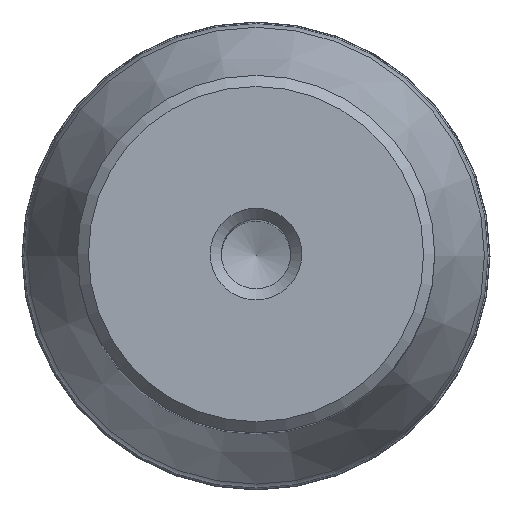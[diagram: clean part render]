
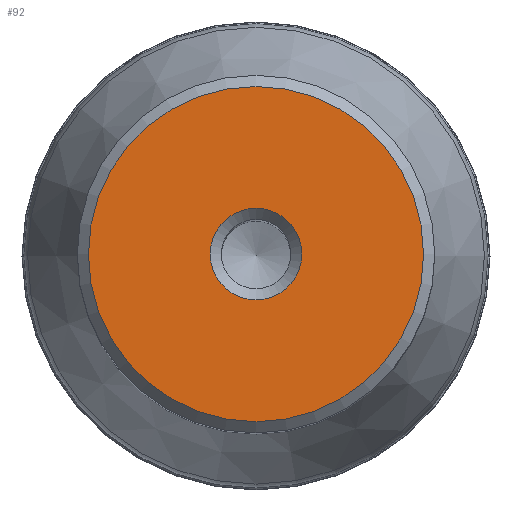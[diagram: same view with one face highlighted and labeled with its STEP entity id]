
A CAD part, top view. The second image highlights one B-rep face of the part: STEP entity #92.
In plain terms, the highlighted planar face has unit normal (0, 0, 1).
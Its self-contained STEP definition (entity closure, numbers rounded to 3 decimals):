
#72=PLANE('',#358);
#92=ADVANCED_FACE('',(#151,#152),#72,.T.);
#151=FACE_BOUND('',#198,.T.);
#152=FACE_BOUND('',#199,.T.);
#198=EDGE_LOOP('',(#244));
#199=EDGE_LOOP('',(#245));
#244=ORIENTED_EDGE('',*,*,#296,.T.);
#245=ORIENTED_EDGE('',*,*,#297,.T.);
#272=VERTEX_POINT('',#550);
#273=VERTEX_POINT('',#552);
#296=EDGE_CURVE('',#272,#272,#319,.T.);
#297=EDGE_CURVE('',#273,#273,#320,.T.);
#319=CIRCLE('',#356,15.);
#320=CIRCLE('',#357,4.1);
#356=AXIS2_PLACEMENT_3D('',#549,#437,#438);
#357=AXIS2_PLACEMENT_3D('',#551,#439,#440);
#358=AXIS2_PLACEMENT_3D('',#553,#441,#442);
#437=DIRECTION('',(0.,0.,1.));
#438=DIRECTION('',(1.,0.,0.));
#439=DIRECTION('',(0.,0.,-1.));
#440=DIRECTION('',(1.,0.,0.));
#441=DIRECTION('',(0.,0.,1.));
#442=DIRECTION('',(1.,0.,0.));
#549=CARTESIAN_POINT('',(0.,0.,62.));
#550=CARTESIAN_POINT('',(15.,0.,62.));
#551=CARTESIAN_POINT('',(0.,0.,62.));
#552=CARTESIAN_POINT('',(4.1,0.,62.));
#553=CARTESIAN_POINT('',(0.,0.,62.));
